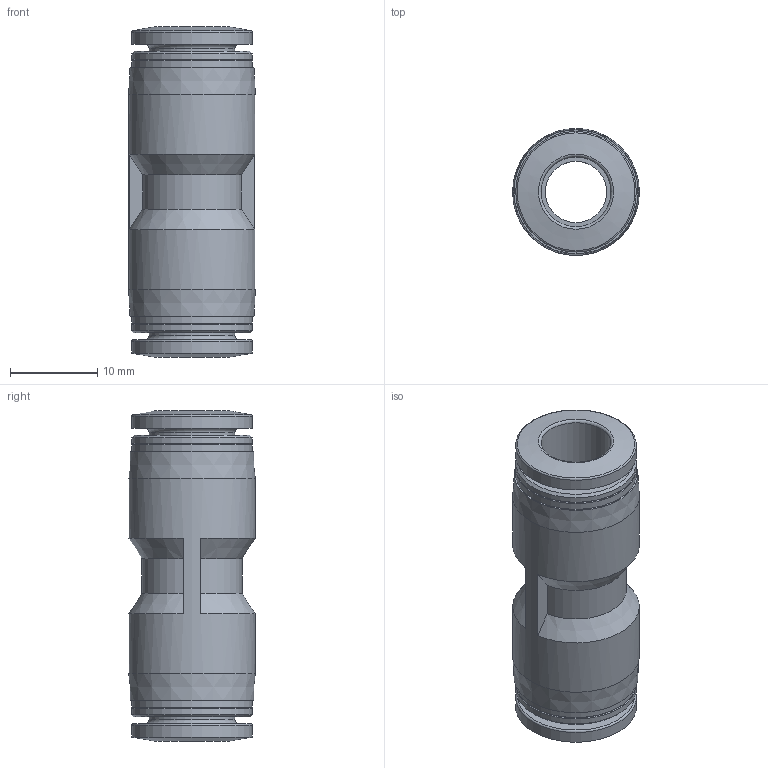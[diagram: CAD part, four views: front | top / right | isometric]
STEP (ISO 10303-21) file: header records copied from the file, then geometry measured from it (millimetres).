
FILE_DESCRIPTION(/* description */ ('STEP AP214'),/* implementation_level */ '2;1');
FILE_NAME(/* name */ '133093_NPQP-D-Q8-E-FD-P10',/* time_stamp */ '2024-09-13T07:24:09+02:00',/* author */ ('License CC BY-ND 4.0'),/* organization */ ('CADENAS'),/* preprocessor_version */ 'ST-DEVELOPER v19.3',/* originating_system */ 'PARTsolutions',/* authorisation */ ' ');
FILE_SCHEMA (('AUTOMOTIVE_DESIGN {1 0 10303 214 3 1 1}'));
Length unit declared in the file: millimetre
Products named in the file (1): 133093 NPQP-D-Q8-E-FD-P10
Bounding box: 14.5 x 14.5 x 37.8 mm (x, y, z)
Volume: 3673.9 mm3; surface area: 3102.2 mm2
Topology: 1 solids, 1 shells, 46 faces, 88 edges, 52 vertices
Faces by surface type: cylinder 14, cone 14, plane 12, torus 6
Full cylindrical faces by diameter (mm): 7 x1, 8 x2, 9.8 x2, 13.8 x6, 14.5 x1
Entity records: 1058 total; most frequent: DIRECTION 190, CARTESIAN_POINT 183, ORIENTED_EDGE 120, AXIS2_PLACEMENT_3D 91, EDGE_LOOP 84, FACE_BOUND 84, EDGE_CURVE 60, VERTEX_POINT 52
